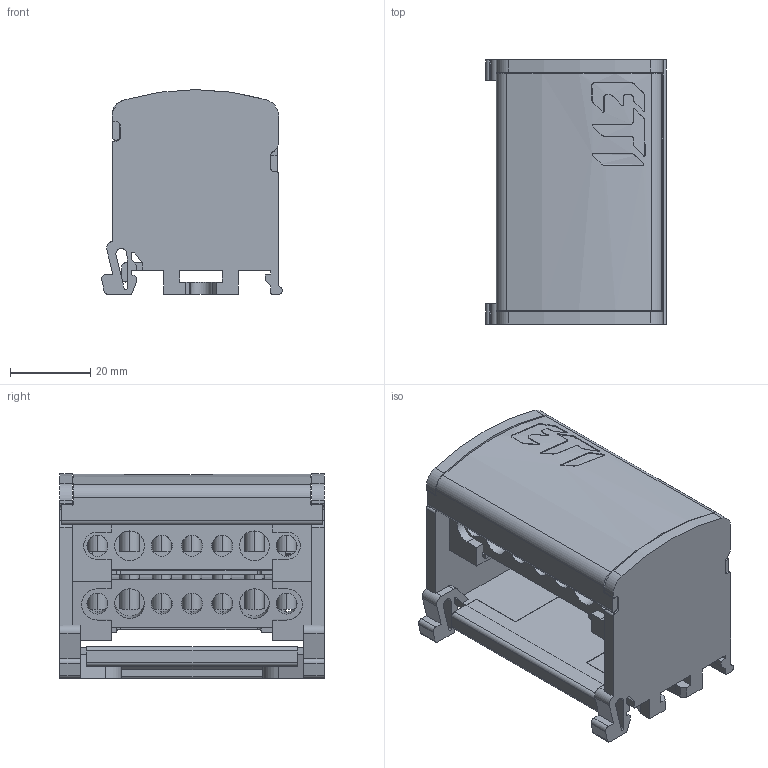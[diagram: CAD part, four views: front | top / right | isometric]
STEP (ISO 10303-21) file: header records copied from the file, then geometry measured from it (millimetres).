
FILE_DESCRIPTION((''),'2;1');
FILE_NAME('ASM0020_ASM','2021-03-11T',('marketing.praksa'),('Audax d.o.o.'),'CREO PARAMETRIC BY PTC INC, 2017480','CREO PARAMETRIC BY PTC INC, 2017480','');
FILE_SCHEMA(('AUTOMOTIVE_DESIGN { 1 0 10303 214 1 1 1 1 }'));
Length unit declared in the file: millimetre
Products named in the file (23): EBD_SCREW1_1_1_1_1_1; PRT0054_1_1_1_1_1; PRT0055_1_1_1_1_1; PRT0056_1_1_1_1_1; PRT0057_1_1_1_1_1; PRT0058_1_1_1_1_1; PRT0059_1_1_1_1_1; PRT0085_1_1_1_1; PRT0086_1_1_1_1; PRT0087_1_1_1_1; CERAMIC_MERGED_1_1_1_1; SMALL_SCREW_207_1_1_1_1; PRT0093_1_1_1; PRT0094_1_1_1; PRT0095_1_1_1; PRT0096_1_1_1; PRT0097_1_1_1_1; PRT0098_1_1_1_1; 207_POKROV_1_1_1_1; PRT0060_1_1_1_1_1_1_2_1_1_1; PRT0060_1_1_1_1_1_1_2_2_1_1; PRT0060_1_1_1_1_1_1_2_3_1_1; ASM0020_ASM
Assembly tree (24 placements, depth 2):
  ASM0020_ASM
    EBD_SCREW1_1_1_1_1_1
    PRT0054_1_1_1_1_1
    PRT0055_1_1_1_1_1
    PRT0056_1_1_1_1_1
    PRT0057_1_1_1_1_1
    PRT0058_1_1_1_1_1
    PRT0059_1_1_1_1_1
    PRT0085_1_1_1_1
    PRT0086_1_1_1_1
    PRT0087_1_1_1_1
    CERAMIC_MERGED_1_1_1_1
    SMALL_SCREW_207_1_1_1_1
    PRT0093_1_1_1  x3
    PRT0094_1_1_1
    PRT0095_1_1_1
    PRT0096_1_1_1
    PRT0097_1_1_1_1
    PRT0098_1_1_1_1
    207_POKROV_1_1_1_1
    PRT0060_1_1_1_1_1_1_2_1_1_1
    PRT0060_1_1_1_1_1_1_2_2_1_1
    PRT0060_1_1_1_1_1_1_2_3_1_1
Bounding box: 44.94 x 65.7 x 50.88 mm (x, y, z)
Volume: 40825.1 mm3; surface area: 42051.9 mm2
Topology: 24 solids, 24 shells, 729 faces, 2055 edges, 1384 vertices
Faces by surface type: plane 494, cylinder 235
Entity records: 36086 total; most frequent: CARTESIAN_POINT 5480, ORIENTED_EDGE 3918, DIRECTION 3771, PRESENTATION_STYLE_ASSIGNMENT 2672, STYLED_ITEM 2672, CURVE_STYLE 1959, EDGE_CURVE 1959, VECTOR 1353
